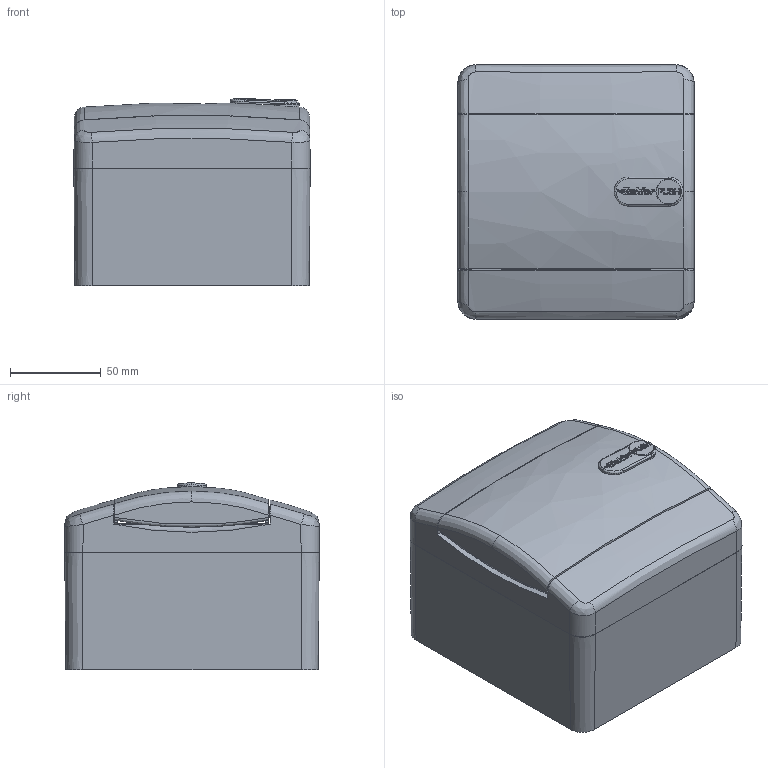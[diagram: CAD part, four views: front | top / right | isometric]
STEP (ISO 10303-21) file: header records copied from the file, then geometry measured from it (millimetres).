
FILE_DESCRIPTION (( 'STEP AP214' ), '1' );
FILE_NAME ('Áîêñ 4Â.STEP', '2023-09-12T07:12:25', ( '' ), ( '' ), 'SwSTEP 2.0', 'SolidWorks 2022', '' );
FILE_SCHEMA (( 'AUTOMOTIVE_DESIGN' ));
Length unit declared in the file: millimetre
Products named in the file (18): TKFR.685523.002 Шина нулевая KSN-1-3-6x9-03 БИ; Винт CP40_без рисок; Бокс 4В; Дверца 4cp_Прозрачная черная; Саморез 3х16; DIN-рейка оцинкованная_096-4; Корпус 4Нcp_Уклоны; Микрик_Закрыт; Винт М4х8; Cover busbar 4(130217); Саморез 3,9-10 тупой; Шина нулевая KSN-1-3-6x9-03 без винтов; Основание Г-обр. держателя 4 мод_уклоны; Крышка 4cp_уклоны; Перо PUSH_Непрозрачное; Сборка ДИН-реек; Дверца в сборе 40-04_Прозрачная черная; Крышка CP 40-04_Под микрик
Assembly tree (25 placements, depth 3):
  Бокс 4В
    Основание Г-обр. держателя 4 мод_уклоны
    Cover busbar 4(130217)
    TKFR.685523.002 Шина нулевая KSN-1-3-6x9-03 БИ  x2
      Шина нулевая KSN-1-3-6x9-03 без винтов
      Винт М4х8
    Корпус 4Нcp_Уклоны
    Саморез 3х16  x2
    Дверца в сборе 40-04_Прозрачная черная
      Дверца 4cp_Прозрачная черная
      Перо PUSH_Непрозрачное
    Сборка ДИН-реек
      DIN-рейка оцинкованная_096-4
    Саморез 3,9-10 тупой  x2
    Винт CP40_без рисок  x4
    Крышка CP 40-04_Под микрик
      Крышка 4cp_уклоны
      Микрик_Закрыт
Bounding box: 130 x 140 x 102.9 mm (x, y, z)
Volume: 269592.4 mm3; surface area: 292979.7 mm2
Topology: 24 solids, 24 shells, 4948 faces, 13391 edges, 8620 vertices
Faces by surface type: plane 2595, bspline 822, cylinder 706, cone 568, torus 227, sphere 30
Entity records: 196793 total; most frequent: CARTESIAN_POINT 78476, ORIENTED_EDGE 23704, DIRECTION 16931, EDGE_CURVE 11852, VERTEX_POINT 7661, LINE 6387, VECTOR 6387, AXIS2_PLACEMENT_3D 5272
